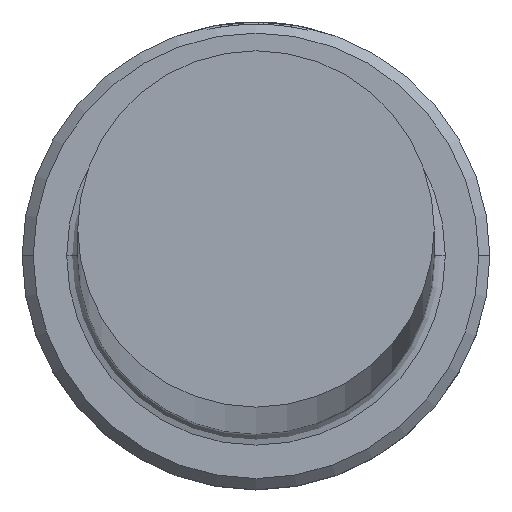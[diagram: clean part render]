
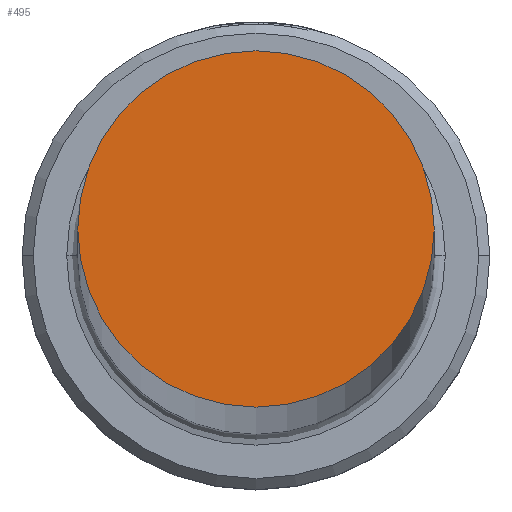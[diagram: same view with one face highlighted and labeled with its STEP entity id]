
A CAD part, top view. The second image highlights one B-rep face of the part: STEP entity #495.
In plain terms, the highlighted planar face has unit normal (0, 0, 1).
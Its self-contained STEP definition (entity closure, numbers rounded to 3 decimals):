
#42 = FACE_OUTER_BOUND ( 'NONE', #329, .T. ) ;
#62 = CIRCLE ( 'NONE', #298, 8. ) ;
#114 = DIRECTION ( 'NONE',  ( 0., 0., 1. ) ) ;
#233 = PLANE ( 'NONE',  #603 ) ;
#298 = AXIS2_PLACEMENT_3D ( 'NONE', #665, #114, #753 ) ;
#329 = EDGE_LOOP ( 'NONE', ( #1034, #543 ) ) ;
#421 = CARTESIAN_POINT ( 'NONE',  ( 0., 0., 700. ) ) ;
#432 = EDGE_CURVE ( 'NONE', #842, #772, #62, .T. ) ;
#463 = CIRCLE ( 'NONE', #1046, 8. ) ;
#475 = DIRECTION ( 'NONE',  ( 0., 0., 1. ) ) ;
#495 = ADVANCED_FACE ( 'NONE', ( #42 ), #233, .T. ) ;
#512 = DIRECTION ( 'NONE',  ( 0., 0., 1. ) ) ;
#543 = ORIENTED_EDGE ( 'NONE', *, *, #1123, .T. ) ;
#603 = AXIS2_PLACEMENT_3D ( 'NONE', #421, #512, #1142 ) ;
#665 = CARTESIAN_POINT ( 'NONE',  ( 0., 0., 700. ) ) ;
#753 = DIRECTION ( 'NONE',  ( 1., 0., 0. ) ) ;
#772 = VERTEX_POINT ( 'NONE', #1166 ) ;
#842 = VERTEX_POINT ( 'NONE', #883 ) ;
#883 = CARTESIAN_POINT ( 'NONE',  ( -8., 0., 700. ) ) ;
#1020 = CARTESIAN_POINT ( 'NONE',  ( 0., 0., 700. ) ) ;
#1034 = ORIENTED_EDGE ( 'NONE', *, *, #432, .T. ) ;
#1046 = AXIS2_PLACEMENT_3D ( 'NONE', #1020, #475, #1099 ) ;
#1099 = DIRECTION ( 'NONE',  ( 1., 0., 0. ) ) ;
#1123 = EDGE_CURVE ( 'NONE', #772, #842, #463, .T. ) ;
#1142 = DIRECTION ( 'NONE',  ( 1., 0., 0. ) ) ;
#1166 = CARTESIAN_POINT ( 'NONE',  ( 8., 0., 700. ) ) ;
